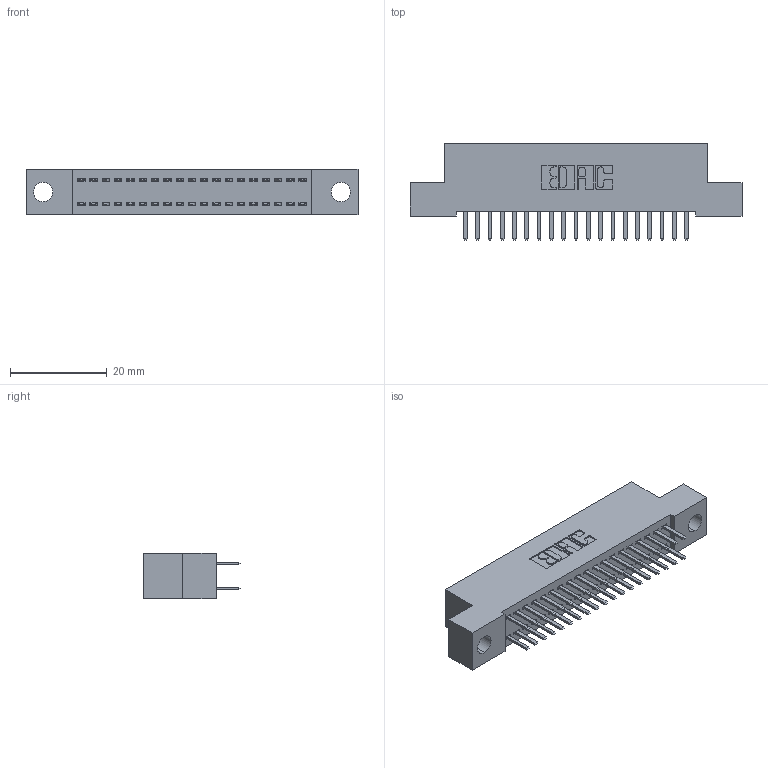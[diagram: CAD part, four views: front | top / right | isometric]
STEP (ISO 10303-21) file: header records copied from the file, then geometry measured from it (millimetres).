
FILE_DESCRIPTION (( 'STEP AP203' ), '1' );
FILE_NAME ('342-038-520-204.STEP', '2019-10-02T14:26:50', ( '' ), ( '' ), 'SwSTEP 2.0', 'SolidWorks 2016', '' );
FILE_SCHEMA (( 'CONFIG_CONTROL_DESIGN' ));
Length unit declared in the file: inch
Products named in the file (3): 342 Part_.156 TH; 345-292-001_345-293-120; 342-038-520-204
Assembly tree (39 placements, depth 2):
  342-038-520-204
    342 Part_.156 TH
    345-292-001_345-293-120  x38
Bounding box: 68.58 x 20.02 x 9.4 mm (x, y, z)
Volume: 5949.3 mm3; surface area: 8902 mm2
Topology: 39 solids, 39 shells, 2238 faces, 6493 edges, 4226 vertices
Faces by surface type: plane 1510, cylinder 728
Entity records: 15183 total; most frequent: CARTESIAN_POINT 2554, ORIENTED_EDGE 2478, DIRECTION 2211, EDGE_CURVE 1239, LINE 1107, VECTOR 1107, VERTEX_POINT 822, AXIS2_PLACEMENT_3D 552
